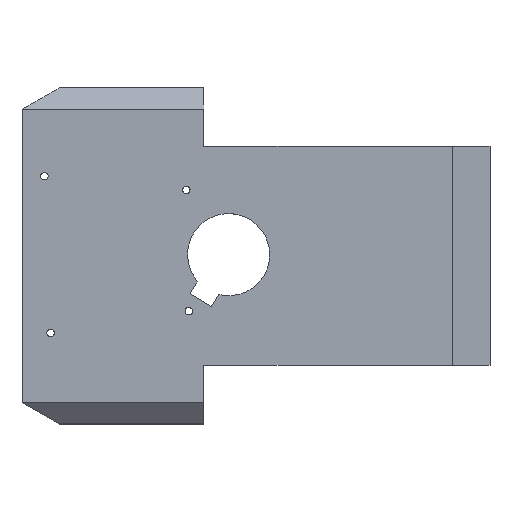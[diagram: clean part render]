
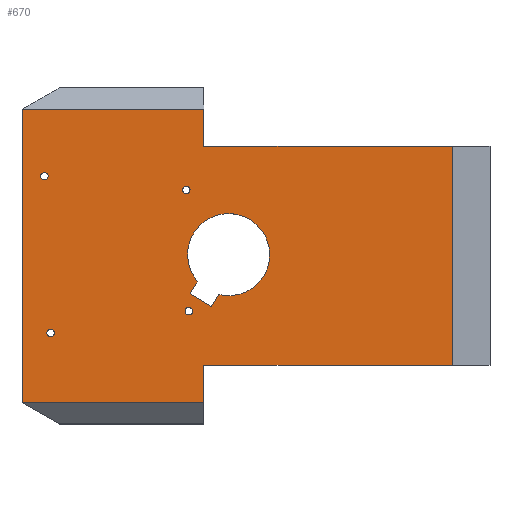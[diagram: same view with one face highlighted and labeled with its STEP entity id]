
A CAD part, top view. The second image highlights one B-rep face of the part: STEP entity #670.
In plain terms, the highlighted planar face has unit normal (0, 0, 1).
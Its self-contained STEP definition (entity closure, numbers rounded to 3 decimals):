
#190=CARTESIAN_POINT('',(65.,-173.5,40.5));
#191=VERTEX_POINT('',#190);
#200=CARTESIAN_POINT('',(138.,-173.5,40.5));
#201=VERTEX_POINT('',#200);
#202=CARTESIAN_POINT('',(65.,-173.5,40.5));
#203=DIRECTION('',(1.,0.,-0.));
#204=VECTOR('',#203,73.);
#205=LINE('',#202,#204);
#206=EDGE_CURVE('',#191,#201,#205,.T.);
#230=CARTESIAN_POINT('',(65.,-291.5,40.5));
#231=VERTEX_POINT('',#230);
#232=CARTESIAN_POINT('',(138.,-291.5,40.5));
#233=VERTEX_POINT('',#232);
#234=CARTESIAN_POINT('',(65.,-291.5,40.5));
#235=DIRECTION('',(1.,0.,-0.));
#236=VECTOR('',#235,73.);
#237=LINE('',#234,#236);
#238=EDGE_CURVE('',#231,#233,#237,.T.);
#476=CARTESIAN_POINT('',(138.,-188.5,40.5));
#477=VERTEX_POINT('',#476);
#478=CARTESIAN_POINT('',(138.,-173.5,40.5));
#479=DIRECTION('',(0.,-1.,0.));
#480=VECTOR('',#479,15.);
#481=LINE('',#478,#480);
#482=EDGE_CURVE('',#201,#477,#481,.T.);
#517=CARTESIAN_POINT('',(138.,-276.5,40.5));
#518=VERTEX_POINT('',#517);
#525=CARTESIAN_POINT('',(138.,-276.5,40.5));
#526=DIRECTION('',(0.,-1.,0.));
#527=VECTOR('',#526,15.);
#528=LINE('',#525,#527);
#529=EDGE_CURVE('',#518,#233,#528,.T.);
#535=CARTESIAN_POINT('',(80.,-284.5,40.5));
#536=DIRECTION('',(0.,0.,1.));
#537=DIRECTION('',(1.,0.,0.));
#538=AXIS2_PLACEMENT_3D('',#535,#536,#537);
#539=PLANE('',#538);
#540=CARTESIAN_POINT('',(75.5,-200.5,40.5));
#541=VERTEX_POINT('',#540);
#542=CARTESIAN_POINT('',(74.,-200.5,40.5));
#543=DIRECTION('',(0.,0.,1.));
#544=DIRECTION('',(1.,0.,-0.));
#545=AXIS2_PLACEMENT_3D('',#542,#543,#544);
#546=CIRCLE('',#545,1.5);
#547=EDGE_CURVE('',#541,#541,#546,.T.);
#548=ORIENTED_EDGE('',*,*,#547,.F.);
#549=EDGE_LOOP('',(#548));
#550=FACE_BOUND('',#549,.T.);
#551=CARTESIAN_POINT('',(133.5,-254.727,40.5));
#552=VERTEX_POINT('',#551);
#553=CARTESIAN_POINT('',(132.,-254.727,40.5));
#554=DIRECTION('',(0.,0.,1.));
#555=DIRECTION('',(1.,0.,-0.));
#556=AXIS2_PLACEMENT_3D('',#553,#554,#555);
#557=CIRCLE('',#556,1.5);
#558=EDGE_CURVE('',#552,#552,#557,.T.);
#559=ORIENTED_EDGE('',*,*,#558,.F.);
#560=EDGE_LOOP('',(#559));
#561=FACE_BOUND('',#560,.T.);
#562=CARTESIAN_POINT('',(132.5,-206.,40.5));
#563=VERTEX_POINT('',#562);
#564=CARTESIAN_POINT('',(131.,-206.,40.5));
#565=DIRECTION('',(0.,0.,1.));
#566=DIRECTION('',(1.,0.,-0.));
#567=AXIS2_PLACEMENT_3D('',#564,#565,#566);
#568=CIRCLE('',#567,1.5);
#569=EDGE_CURVE('',#563,#563,#568,.T.);
#570=ORIENTED_EDGE('',*,*,#569,.F.);
#571=EDGE_LOOP('',(#570));
#572=FACE_BOUND('',#571,.T.);
#573=CARTESIAN_POINT('',(141.035,-252.945,40.5));
#574=VERTEX_POINT('',#573);
#575=CARTESIAN_POINT('',(144.05,-248.02,40.5));
#576=VERTEX_POINT('',#575);
#577=CARTESIAN_POINT('',(141.035,-252.945,40.5));
#578=DIRECTION('',(0.522,0.853,0.));
#579=VECTOR('',#578,5.775);
#580=LINE('',#577,#579);
#581=EDGE_CURVE('',#574,#576,#580,.T.);
#582=ORIENTED_EDGE('',*,*,#581,.F.);
#583=CARTESIAN_POINT('',(132.507,-247.724,40.5));
#584=VERTEX_POINT('',#583);
#585=CARTESIAN_POINT('',(132.507,-247.724,40.5));
#586=DIRECTION('',(0.853,-0.522,0.));
#587=VECTOR('',#586,10.);
#588=LINE('',#585,#587);
#589=EDGE_CURVE('',#584,#574,#588,.T.);
#590=ORIENTED_EDGE('',*,*,#589,.F.);
#591=CARTESIAN_POINT('',(135.117,-243.46,40.5));
#592=VERTEX_POINT('',#591);
#593=CARTESIAN_POINT('',(135.117,-243.46,40.5));
#594=DIRECTION('',(-0.522,-0.853,0.));
#595=VECTOR('',#594,5.);
#596=LINE('',#593,#595);
#597=EDGE_CURVE('',#592,#584,#596,.T.);
#598=ORIENTED_EDGE('',*,*,#597,.F.);
#599=CARTESIAN_POINT('',(135.528,-242.803,40.5));
#600=VERTEX_POINT('',#599);
#601=CARTESIAN_POINT('',(135.117,-243.46,40.5));
#602=DIRECTION('',(0.53,0.848,0.));
#603=VECTOR('',#602,0.775);
#604=LINE('',#601,#603);
#605=EDGE_CURVE('',#592,#600,#604,.T.);
#606=ORIENTED_EDGE('',*,*,#605,.T.);
#607=CARTESIAN_POINT('',(164.5,-232.,40.5));
#608=VERTEX_POINT('',#607);
#609=CARTESIAN_POINT('',(148.,-232.,40.5));
#610=DIRECTION('',(0.,0.,1.));
#611=DIRECTION('',(1.,0.,-0.));
#612=AXIS2_PLACEMENT_3D('',#609,#610,#611);
#613=CIRCLE('',#612,16.5);
#614=EDGE_CURVE('',#608,#600,#613,.T.);
#615=ORIENTED_EDGE('',*,*,#614,.F.);
#616=CARTESIAN_POINT('',(148.,-232.,40.5));
#617=DIRECTION('',(0.,0.,1.));
#618=DIRECTION('',(1.,0.,-0.));
#619=AXIS2_PLACEMENT_3D('',#616,#617,#618);
#620=CIRCLE('',#619,16.5);
#621=EDGE_CURVE('',#576,#608,#620,.T.);
#622=ORIENTED_EDGE('',*,*,#621,.F.);
#623=EDGE_LOOP('',(#582,#590,#598,#606,#615,#622));
#624=FACE_BOUND('',#623,.T.);
#625=CARTESIAN_POINT('',(78.,-263.464,40.5));
#626=VERTEX_POINT('',#625);
#627=CARTESIAN_POINT('',(76.5,-263.464,40.5));
#628=DIRECTION('',(0.,0.,1.));
#629=DIRECTION('',(1.,0.,-0.));
#630=AXIS2_PLACEMENT_3D('',#627,#628,#629);
#631=CIRCLE('',#630,1.5);
#632=EDGE_CURVE('',#626,#626,#631,.T.);
#633=ORIENTED_EDGE('',*,*,#632,.F.);
#634=EDGE_LOOP('',(#633));
#635=FACE_BOUND('',#634,.T.);
#636=ORIENTED_EDGE('',*,*,#482,.F.);
#637=ORIENTED_EDGE('',*,*,#206,.F.);
#638=CARTESIAN_POINT('',(65.,-173.5,40.5));
#639=DIRECTION('',(0.,-1.,0.));
#640=VECTOR('',#639,118.);
#641=LINE('',#638,#640);
#642=EDGE_CURVE('',#191,#231,#641,.T.);
#643=ORIENTED_EDGE('',*,*,#642,.T.);
#644=ORIENTED_EDGE('',*,*,#238,.T.);
#645=ORIENTED_EDGE('',*,*,#529,.F.);
#646=CARTESIAN_POINT('',(238.,-276.5,40.5));
#647=VERTEX_POINT('',#646);
#648=CARTESIAN_POINT('',(238.,-276.5,40.5));
#649=DIRECTION('',(-1.,0.,0.));
#650=VECTOR('',#649,100.);
#651=LINE('',#648,#650);
#652=EDGE_CURVE('',#647,#518,#651,.T.);
#653=ORIENTED_EDGE('',*,*,#652,.F.);
#654=CARTESIAN_POINT('',(238.,-188.5,40.5));
#655=VERTEX_POINT('',#654);
#656=CARTESIAN_POINT('',(238.,-276.5,40.5));
#657=DIRECTION('',(0.,1.,0.));
#658=VECTOR('',#657,88.);
#659=LINE('',#656,#658);
#660=EDGE_CURVE('',#647,#655,#659,.T.);
#661=ORIENTED_EDGE('',*,*,#660,.T.);
#662=CARTESIAN_POINT('',(238.,-188.5,40.5));
#663=DIRECTION('',(-1.,0.,0.));
#664=VECTOR('',#663,100.);
#665=LINE('',#662,#664);
#666=EDGE_CURVE('',#655,#477,#665,.T.);
#667=ORIENTED_EDGE('',*,*,#666,.T.);
#668=EDGE_LOOP('',(#636,#637,#643,#644,#645,#653,#661,#667));
#669=FACE_BOUND('',#668,.T.);
#670=ADVANCED_FACE('',(#550,#561,#572,#624,#635,#669),#539,.T.);
